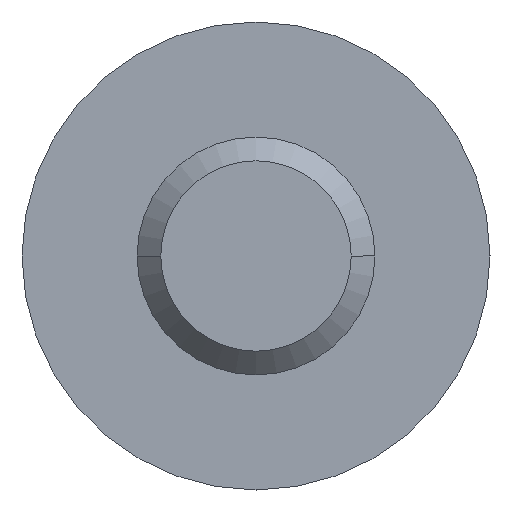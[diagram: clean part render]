
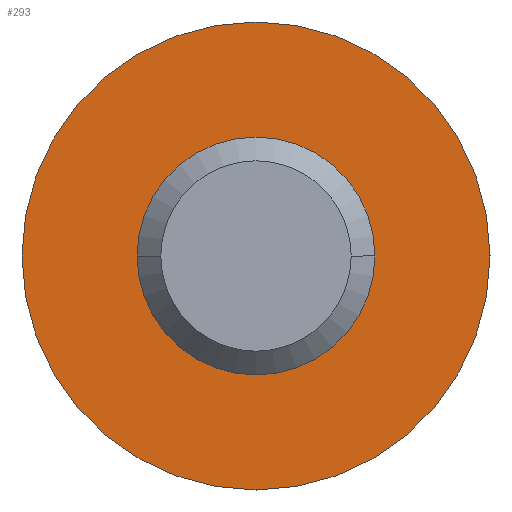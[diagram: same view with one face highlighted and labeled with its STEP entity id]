
A CAD part, front view. The second image highlights one B-rep face of the part: STEP entity #293.
In plain terms, the highlighted planar face has unit normal (0, -1, 0).
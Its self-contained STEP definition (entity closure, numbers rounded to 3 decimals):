
#2 = CIRCLE ( 'NONE', #166, 2.95 ) ;
#50 = EDGE_CURVE ( 'NONE', #145, #150, #453, .T. ) ;
#55 = ORIENTED_EDGE ( 'NONE', *, *, #129, .T. ) ;
#57 = AXIS2_PLACEMENT_3D ( 'NONE', #115, #322, #400 ) ;
#82 = CARTESIAN_POINT ( 'NONE',  ( 1.5, 20., 0. ) ) ;
#86 = DIRECTION ( 'NONE',  ( -1., 0., 0. ) ) ;
#90 = DIRECTION ( 'NONE',  ( 0., 1., 0. ) ) ;
#95 = DIRECTION ( 'NONE',  ( -1., 0., 0. ) ) ;
#99 = ORIENTED_EDGE ( 'NONE', *, *, #222, .F. ) ;
#111 = AXIS2_PLACEMENT_3D ( 'NONE', #82, #329, #326 ) ;
#115 = CARTESIAN_POINT ( 'NONE',  ( 0., 20., 0. ) ) ;
#129 = EDGE_CURVE ( 'NONE', #375, #157, #388, .T. ) ;
#144 = DIRECTION ( 'NONE',  ( 0., 1., 0. ) ) ;
#145 = VERTEX_POINT ( 'NONE', #438 ) ;
#150 = VERTEX_POINT ( 'NONE', #184 ) ;
#157 = VERTEX_POINT ( 'NONE', #398 ) ;
#166 = AXIS2_PLACEMENT_3D ( 'NONE', #331, #90, #86 ) ;
#184 = CARTESIAN_POINT ( 'NONE',  ( 2.95, 20., 0. ) ) ;
#202 = ORIENTED_EDGE ( 'NONE', *, *, #50, .F. ) ;
#204 = PLANE ( 'NONE',  #111 ) ;
#220 = EDGE_LOOP ( 'NONE', ( #202, #99 ) ) ;
#222 = EDGE_CURVE ( 'NONE', #150, #145, #2, .T. ) ;
#242 = DIRECTION ( 'NONE',  ( 0., 1., 0. ) ) ;
#253 = FACE_OUTER_BOUND ( 'NONE', #220, .T. ) ;
#270 = CARTESIAN_POINT ( 'NONE',  ( 1.5, 20., 0. ) ) ;
#293 = ADVANCED_FACE ( 'NONE', ( #253, #321 ), #204, .F. ) ;
#321 = FACE_BOUND ( 'NONE', #440, .T. ) ;
#322 = DIRECTION ( 'NONE',  ( 0., 1., 0. ) ) ;
#325 = AXIS2_PLACEMENT_3D ( 'NONE', #378, #242, #95 ) ;
#326 = DIRECTION ( 'NONE',  ( -1., 0., 0. ) ) ;
#329 = DIRECTION ( 'NONE',  ( 0., 1., 0. ) ) ;
#331 = CARTESIAN_POINT ( 'NONE',  ( 0., 20., 0. ) ) ;
#348 = CARTESIAN_POINT ( 'NONE',  ( 0., 20., 0. ) ) ;
#373 = AXIS2_PLACEMENT_3D ( 'NONE', #348, #144, #387 ) ;
#375 = VERTEX_POINT ( 'NONE', #270 ) ;
#376 = ORIENTED_EDGE ( 'NONE', *, *, #422, .T. ) ;
#378 = CARTESIAN_POINT ( 'NONE',  ( 0., 20., 0. ) ) ;
#386 = CIRCLE ( 'NONE', #325, 1.5 ) ;
#387 = DIRECTION ( 'NONE',  ( -1., 0., 0. ) ) ;
#388 = CIRCLE ( 'NONE', #57, 1.5 ) ;
#398 = CARTESIAN_POINT ( 'NONE',  ( -1.5, 20., 0. ) ) ;
#400 = DIRECTION ( 'NONE',  ( -1., 0., 0. ) ) ;
#422 = EDGE_CURVE ( 'NONE', #157, #375, #386, .T. ) ;
#438 = CARTESIAN_POINT ( 'NONE',  ( -2.95, 20., 0. ) ) ;
#440 = EDGE_LOOP ( 'NONE', ( #376, #55 ) ) ;
#453 = CIRCLE ( 'NONE', #373, 2.95 ) ;
